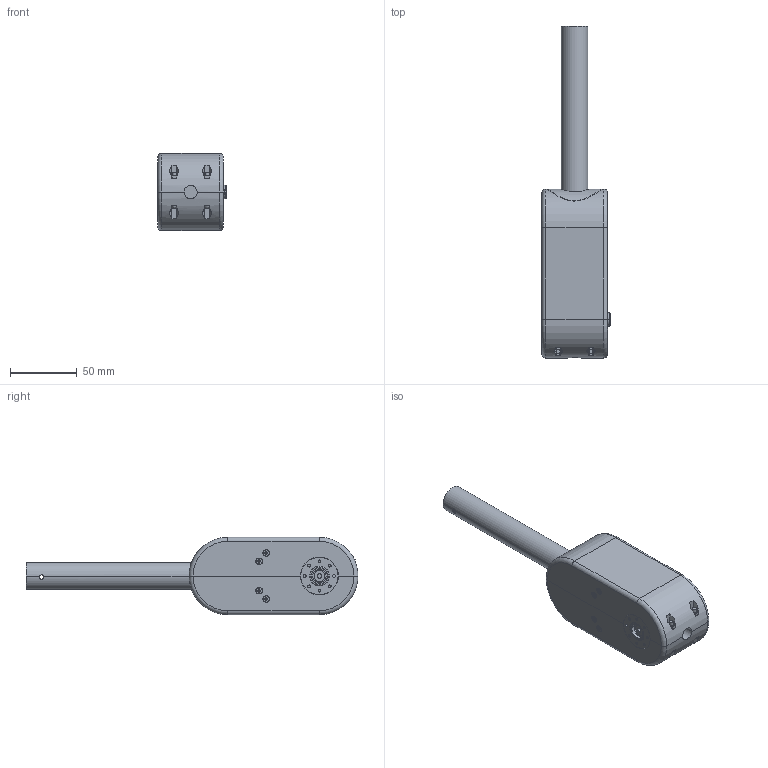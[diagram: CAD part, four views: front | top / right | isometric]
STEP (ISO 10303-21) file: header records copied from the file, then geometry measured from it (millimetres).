
FILE_DESCRIPTION((''),'2;1');
FILE_NAME('GUSCIO_GOMITO_ASM','2016-11-21T',('Karim'),(''),'CREO PARAMETRIC BY PTC INC, 2014350','CREO PARAMETRIC BY PTC INC, 2014350','');
FILE_SCHEMA(('CONFIG_CONTROL_DESIGN'));
Length unit declared in the file: millimetre
Products named in the file (20): GUSCIO_MX64_GOMITO_DX; GUSCIO_GOMITO_SPECCHIO; MANICOTTO; GUARNIZIONE_GOMITO_2; GUARNIZIONE_GOMITO; COPRIMANICOTTO; TUBOLARE2; TRUSTER; MX-64T_; 1226T; HN05_N102; MX64T_ASM; HN05-I101; ICRFS0208; INHS103; ICRPS0409; INHS104; ISLPS0406; IWPNA04; GUSCIO_GOMITO_ASM
Assembly tree (41 placements, depth 3):
  GUSCIO_GOMITO_ASM
    GUSCIO_MX64_GOMITO_DX
    GUSCIO_GOMITO_SPECCHIO
    MANICOTTO
    GUARNIZIONE_GOMITO_2
    GUARNIZIONE_GOMITO
    COPRIMANICOTTO
    TUBOLARE2
    TRUSTER
    MX64T_ASM
      MX-64T_
      1226T
      HN05_N102
    HN05-I101
    ICRFS0208  x8
    INHS103  x8
    ICRPS0409  x2
    INHS104  x4
    ISLPS0406  x2
    IWPNA04  x4
Bounding box: 51.45 x 249.48 x 58 mm (x, y, z)
Volume: 248085.8 mm3; surface area: 110307.6 mm2
Topology: 40 solids, 54 shells, 1955 faces, 4737 edges, 2846 vertices
Faces by surface type: plane 938, cylinder 519, cone 351, bspline 65, torus 57, sphere 25
Entity records: 41451 total; most frequent: CARTESIAN_POINT 10142, DIRECTION 6488, ORIENTED_EDGE 6354, EDGE_CURVE 3205, AXIS2_PLACEMENT_3D 2354, VERTEX_POINT 2076, VECTOR 1780, LINE 1780
